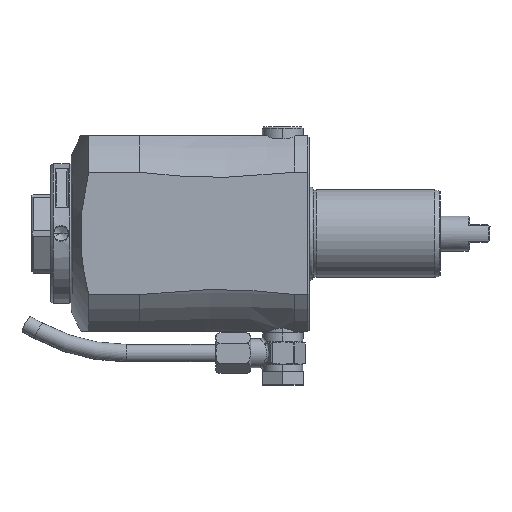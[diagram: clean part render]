
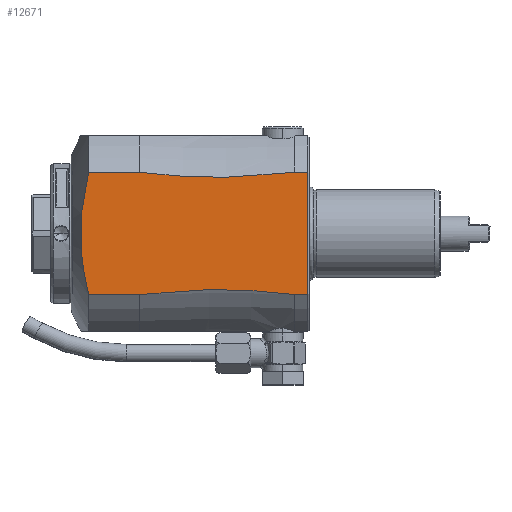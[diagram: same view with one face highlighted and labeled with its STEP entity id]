
A CAD part, top view. The second image highlights one B-rep face of the part: STEP entity #12671.
In plain terms, the highlighted planar face has unit normal (0, 0, 1).
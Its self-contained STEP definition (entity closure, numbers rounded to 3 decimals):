
#2912=DIRECTION('',(1.,0.,0.));
#2913=VECTOR('',#2912,4.5);
#2914=CARTESIAN_POINT('',(59.5,-20.928,33.5));
#2915=LINE('',#2914,#2913);
#2988=CARTESIAN_POINT('',(-11.,20.928,33.5));
#2989=CARTESIAN_POINT('',(-11.09,20.564,33.5));
#2990=CARTESIAN_POINT('',(-11.266,19.839,33.5));
#2991=CARTESIAN_POINT('',(-11.516,18.766,33.5));
#2992=CARTESIAN_POINT('',(-11.752,17.706,33.5));
#2993=CARTESIAN_POINT('',(-11.975,16.659,33.5));
#2994=CARTESIAN_POINT('',(-12.185,15.622,33.5));
#2995=CARTESIAN_POINT('',(-12.382,14.594,33.5));
#2996=CARTESIAN_POINT('',(-12.566,13.573,33.5));
#2997=CARTESIAN_POINT('',(-12.738,12.557,33.5));
#2998=CARTESIAN_POINT('',(-12.898,11.547,33.5));
#2999=CARTESIAN_POINT('',(-13.045,10.539,33.5));
#3000=CARTESIAN_POINT('',(-13.18,9.534,33.5));
#3001=CARTESIAN_POINT('',(-13.302,8.53,33.5));
#3002=CARTESIAN_POINT('',(-13.411,7.527,33.5));
#3003=CARTESIAN_POINT('',(-13.507,6.525,33.5));
#3004=CARTESIAN_POINT('',(-13.589,5.522,33.5));
#3005=CARTESIAN_POINT('',(-13.659,4.519,33.5));
#3006=CARTESIAN_POINT('',(-13.714,3.516,33.5));
#3007=CARTESIAN_POINT('',(-13.756,2.511,33.5));
#3008=CARTESIAN_POINT('',(-13.784,1.507,33.5));
#3009=CARTESIAN_POINT('',(-13.798,0.502,33.5));
#3010=CARTESIAN_POINT('',(-13.798,-0.502,33.5));
#3011=CARTESIAN_POINT('',(-13.784,-1.507,33.5));
#3012=CARTESIAN_POINT('',(-13.756,-2.512,33.5));
#3013=CARTESIAN_POINT('',(-13.714,-3.516,33.5));
#3014=CARTESIAN_POINT('',(-13.659,-4.519,33.5));
#3015=CARTESIAN_POINT('',(-13.589,-5.522,33.5));
#3016=CARTESIAN_POINT('',(-13.507,-6.525,33.5));
#3017=CARTESIAN_POINT('',(-13.411,-7.527,33.5));
#3018=CARTESIAN_POINT('',(-13.302,-8.53,
33.5));
#3019=CARTESIAN_POINT('',(-13.18,-9.534,
33.5));
#3020=CARTESIAN_POINT('',(-13.045,-10.539,
33.5));
#3021=CARTESIAN_POINT('',(-12.898,-11.547,
33.5));
#3022=CARTESIAN_POINT('',(-12.738,-12.557,
33.5));
#3023=CARTESIAN_POINT('',(-12.566,-13.573,
33.5));
#3024=CARTESIAN_POINT('',(-12.382,-14.594,
33.5));
#3025=CARTESIAN_POINT('',(-12.185,-15.622,
33.5));
#3026=CARTESIAN_POINT('',(-11.975,-16.659,
33.5));
#3027=CARTESIAN_POINT('',(-11.752,-17.706,
33.5));
#3028=CARTESIAN_POINT('',(-11.516,-18.766,
33.5));
#3029=CARTESIAN_POINT('',(-11.266,-19.839,
33.5));
#3030=CARTESIAN_POINT('',(-11.09,-20.564,
33.5));
#3031=CARTESIAN_POINT('',(-11.,-20.928,
33.5));
#5100=DIRECTION('',(1.,0.,0.));
#5101=VECTOR('',#5100,4.5);
#5102=CARTESIAN_POINT('',(59.5,20.928,33.5));
#5103=LINE('',#5102,#5101);
#5132=DIRECTION('',(1.,0.,0.));
#5133=VECTOR('',#5132,17.5);
#5134=CARTESIAN_POINT('',(-11.,20.928,33.5));
#5135=LINE('',#5134,#5133);
#5136=CARTESIAN_POINT('',(59.5,20.928,33.5));
#5137=CARTESIAN_POINT('',(58.393,20.79,33.5));
#5138=CARTESIAN_POINT('',(56.172,20.527,33.5));
#5139=CARTESIAN_POINT('',(52.803,20.177,33.5));
#5140=CARTESIAN_POINT('',(49.432,19.88,33.5));
#5141=CARTESIAN_POINT('',(46.082,19.636,33.5));
#5142=CARTESIAN_POINT('',(42.775,19.449,33.5));
#5143=CARTESIAN_POINT('',(39.5,19.316,33.5));
#5144=CARTESIAN_POINT('',(36.247,19.236,33.5));
#5145=CARTESIAN_POINT('',(33.005,19.21,33.5));
#5146=CARTESIAN_POINT('',(29.762,19.236,33.5));
#5147=CARTESIAN_POINT('',(26.507,19.315,33.5));
#5148=CARTESIAN_POINT('',(23.231,19.448,33.5));
#5149=CARTESIAN_POINT('',(19.923,19.636,33.5));
#5150=CARTESIAN_POINT('',(16.571,19.879,33.5));
#5151=CARTESIAN_POINT('',(13.199,20.177,33.5));
#5152=CARTESIAN_POINT('',(9.83,20.527,33.5));
#5153=CARTESIAN_POINT('',(7.607,20.79,33.5));
#5154=CARTESIAN_POINT('',(6.5,20.928,33.5));
#5156=DIRECTION('',(0.,-1.,0.));
#5157=VECTOR('',#5156,41.857);
#5158=CARTESIAN_POINT('',(64.,20.928,33.5));
#5159=LINE('',#5158,#5157);
#5160=CARTESIAN_POINT('',(6.5,-20.928,33.5));
#5161=CARTESIAN_POINT('',(7.607,-20.79,33.5));
#5162=CARTESIAN_POINT('',(9.83,-20.527,33.5));
#5163=CARTESIAN_POINT('',(13.199,-20.177,33.5));
#5164=CARTESIAN_POINT('',(16.571,-19.879,33.5));
#5165=CARTESIAN_POINT('',(19.923,-19.636,33.5));
#5166=CARTESIAN_POINT('',(23.231,-19.448,33.5));
#5167=CARTESIAN_POINT('',(26.507,-19.315,33.5));
#5168=CARTESIAN_POINT('',(29.762,-19.236,33.5));
#5169=CARTESIAN_POINT('',(33.005,-19.21,33.5));
#5170=CARTESIAN_POINT('',(36.247,-19.236,33.5));
#5171=CARTESIAN_POINT('',(39.5,-19.316,33.5));
#5172=CARTESIAN_POINT('',(42.775,-19.449,33.5));
#5173=CARTESIAN_POINT('',(46.082,-19.636,33.5));
#5174=CARTESIAN_POINT('',(49.432,-19.88,33.5));
#5175=CARTESIAN_POINT('',(52.803,-20.177,33.5));
#5176=CARTESIAN_POINT('',(56.172,-20.527,33.5));
#5177=CARTESIAN_POINT('',(58.393,-20.79,33.5));
#5178=CARTESIAN_POINT('',(59.5,-20.928,33.5));
#5180=DIRECTION('',(-1.,0.,0.));
#5181=VECTOR('',#5180,17.5);
#5182=CARTESIAN_POINT('',(6.5,-20.928,33.5));
#5183=LINE('',#5182,#5181);
#7320=CARTESIAN_POINT('',(-11.,20.928,33.5));
#7321=VERTEX_POINT('',#7320);
#7322=CARTESIAN_POINT('',(-11.,-20.928,
33.5));
#7324=VERTEX_POINT('',#7322);
#7449=VERTEX_POINT('',#5136);
#7450=VERTEX_POINT('',#5154);
#7451=VERTEX_POINT('',#5160);
#7452=VERTEX_POINT('',#5178);
#7482=CARTESIAN_POINT('',(64.,-20.928,33.5));
#7484=VERTEX_POINT('',#7482);
#7489=CARTESIAN_POINT('',(64.,20.928,33.5));
#7491=VERTEX_POINT('',#7489);
#12654=CARTESIAN_POINT('',(9.,-33.5,33.5));
#12655=DIRECTION('',(0.,0.,1.));
#12656=DIRECTION('',(0.,1.,0.));
#12657=AXIS2_PLACEMENT_3D('',#12654,#12655,#12656);
#12658=PLANE('',#12657);
#12660=ORIENTED_EDGE('',*,*,#12659,.T.);
#12662=ORIENTED_EDGE('',*,*,#12661,.F.);
#12663=ORIENTED_EDGE('',*,*,#12593,.T.);
#12664=ORIENTED_EDGE('',*,*,#12623,.T.);
#12665=ORIENTED_EDGE('',*,*,#10604,.F.);
#12666=ORIENTED_EDGE('',*,*,#10625,.F.);
#12667=ORIENTED_EDGE('',*,*,#10651,.T.);
#12668=ORIENTED_EDGE('',*,*,#10674,.F.);
#12669=EDGE_LOOP('',(#12660,#12662,#12663,#12664,#12665,#12666,#12667,#12668));
#12670=FACE_OUTER_BOUND('',#12669,.F.);
#3032=B_SPLINE_CURVE_WITH_KNOTS('',3,(#2988,#2989,#2990,#2991,#2992,#2993,#2994,
#2995,#2996,#2997,#2998,#2999,#3000,#3001,#3002,#3003,#3004,#3005,#3006,#3007,
#3008,#3009,#3010,#3011,#3012,#3013,#3014,#3015,#3016,#3017,#3018,#3019,#3020,
#3021,#3022,#3023,#3024,#3025,#3026,#3027,#3028,#3029,#3030,#3031),
.UNSPECIFIED.,.F.,.F.,(4,1,1,1,1,1,1,1,1,1,1,1,1,1,1,1,1,1,1,1,1,1,1,1,1,1,1,1,
1,1,1,1,1,1,1,1,1,1,1,1,1,4),(0.,0.024,0.049,
0.073,0.098,0.122,0.146,
0.171,0.195,0.22,0.244,
0.268,0.293,0.317,0.341,
0.366,0.39,0.415,0.439,
0.463,0.488,0.512,0.537,
0.561,0.585,0.61,0.634,
0.659,0.683,0.707,0.732,
0.756,0.78,0.805,0.829,
0.854,0.878,0.902,0.927,
0.951,0.976,1.),.UNSPECIFIED.);
#5155=B_SPLINE_CURVE_WITH_KNOTS('',3,(#5136,#5137,#5138,#5139,#5140,#5141,#5142,
#5143,#5144,#5145,#5146,#5147,#5148,#5149,#5150,#5151,#5152,#5153,#5154),
.UNSPECIFIED.,.F.,.F.,(4,1,1,1,1,1,1,1,1,1,1,1,1,1,1,1,4),(0.,0.063,0.125,
0.188,0.25,0.313,0.375,0.438,0.5,0.563,0.625,0.688,
0.75,0.813,0.875,0.938,1.),.UNSPECIFIED.);
#5179=B_SPLINE_CURVE_WITH_KNOTS('',3,(#5160,#5161,#5162,#5163,#5164,#5165,#5166,
#5167,#5168,#5169,#5170,#5171,#5172,#5173,#5174,#5175,#5176,#5177,#5178),
.UNSPECIFIED.,.F.,.F.,(4,1,1,1,1,1,1,1,1,1,1,1,1,1,1,1,4),(0.,0.063,0.125,
0.188,0.25,0.313,0.375,0.438,0.5,0.563,0.625,0.688,
0.75,0.813,0.875,0.938,1.),.UNSPECIFIED.);
#10604=EDGE_CURVE('',#7452,#7484,#2915,.T.);
#10625=EDGE_CURVE('',#7451,#7452,#5179,.T.);
#10651=EDGE_CURVE('',#7451,#7324,#5183,.T.);
#10674=EDGE_CURVE('',#7321,#7324,#3032,.T.);
#12593=EDGE_CURVE('',#7449,#7491,#5103,.T.);
#12623=EDGE_CURVE('',#7491,#7484,#5159,.T.);
#12659=EDGE_CURVE('',#7321,#7450,#5135,.T.);
#12661=EDGE_CURVE('',#7449,#7450,#5155,.T.);
#12671=ADVANCED_FACE('',(#12670),#12658,.T.);
